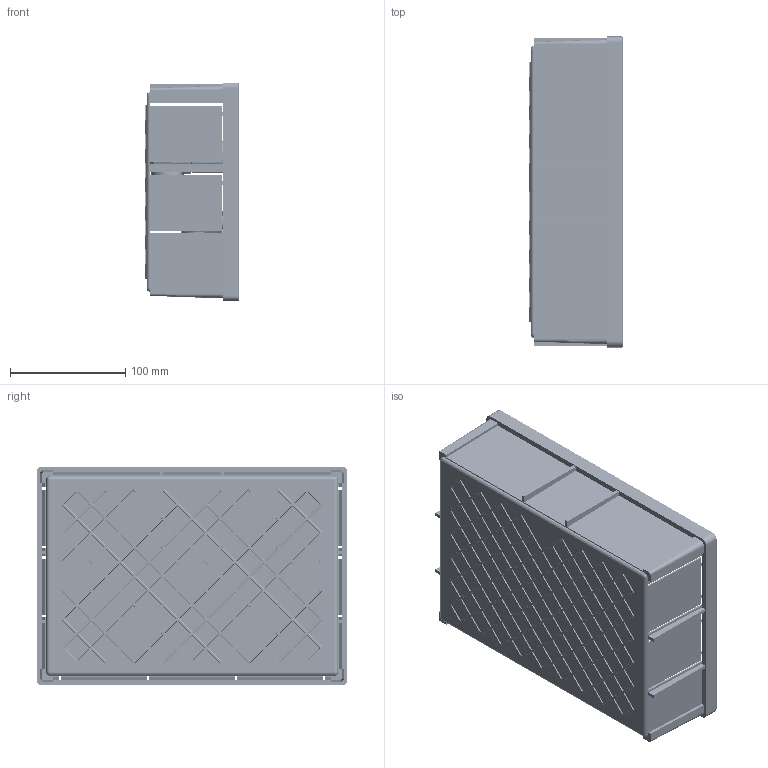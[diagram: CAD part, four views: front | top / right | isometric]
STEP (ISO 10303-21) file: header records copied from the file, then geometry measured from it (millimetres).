
FILE_DESCRIPTION(('CATIA V5 STEP Exchange'),'2;1');
FILE_NAME('STEP_359410_-_TST.stp','2019-09-18T15:02:37+00:00',('none'),('none'),'CATIA Version 5-6 Release 2016 SP4','CATIA V5 STEP AP203','none');
FILE_SCHEMA(('CONFIG_CONTROL_DESIGN'));
Products named in the file (1): 359410 - TST
Bounding box: 81 x 270.14 x 190.14 mm (x, y, z)
Volume: 643279.3 mm3; surface area: 327210.6 mm2
Topology: 3 solids, 45 shells, 6899 faces, 16897 edges, 9728 vertices
Faces by surface type: bspline 2133, cylinder 1914, plane 1294, torus 910, sphere 356, cone 284, revolution 8
Entity records: 324942 total; most frequent: CARTESIAN_POINT 191317, ORIENTED_EDGE 32906, DIRECTION 17380, EDGE_CURVE 16453, VERTEX_POINT 9728, AXIS2_PLACEMENT_3D 8811, EDGE_LOOP 7071, ADVANCED_FACE 6899
